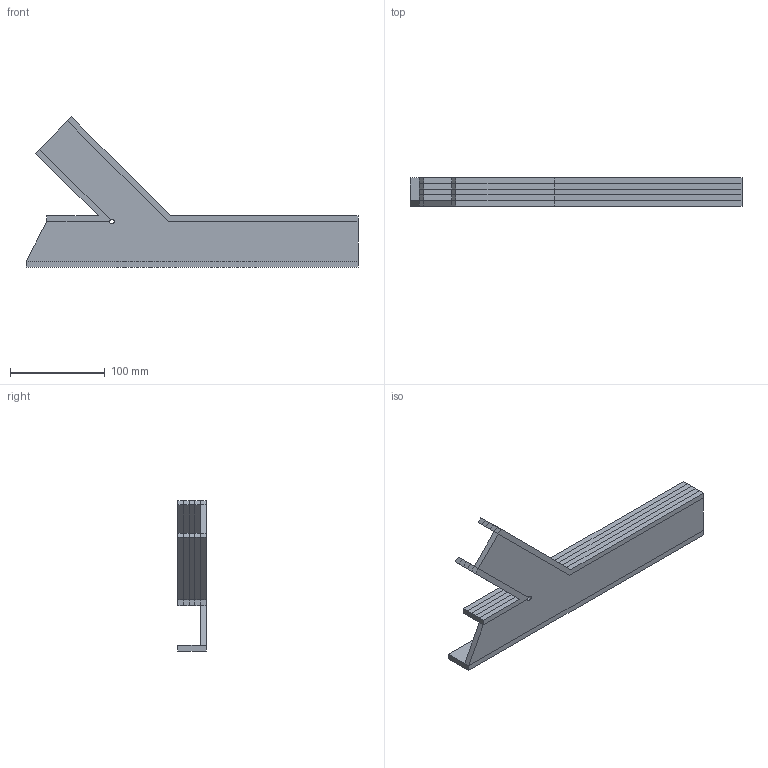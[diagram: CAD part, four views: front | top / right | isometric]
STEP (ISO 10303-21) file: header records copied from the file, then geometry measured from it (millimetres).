
FILE_DESCRIPTION(/* description */ (''),/* implementation_level */ '2;1');
FILE_NAME(/* name */ 'Assembly(A).stp',/* time_stamp */ '2020-12-26T18:23:05+02:00',/* author */ ('moham'),/* organization */ (''),/* preprocessor_version */ 'ST-DEVELOPER v18',/* originating_system */ 'Autodesk Inventor 2020',/* authorisation */ '');
FILE_SCHEMA (('AUTOMOTIVE_DESIGN { 1 0 10303 214 3 1 1 }'));
Length unit declared in the file: millimetre
Products named in the file (5): Assembly(A); A_Base; A_LeftWall1(plan)_5; A_LeftWall2(plan)_5; A_RightWall
Assembly tree (12 placements, depth 2):
  Assembly(A)
    A_Base
    A_LeftWall1(plan)_5  x5
    A_LeftWall2(plan)_5  x5
    A_RightWall
Bounding box: 350 x 30 x 158.31 mm (x, y, z)
Volume: 272534.8 mm3; surface area: 132721 mm2
Topology: 12 solids, 12 shells, 102 faces, 253 edges, 194 vertices
Faces by surface type: plane 96, cylinder 6
Entity records: 1256 total; most frequent: CARTESIAN_POINT 220, DIRECTION 186, ORIENTED_EDGE 156, EDGE_CURVE 78, LINE 74, VECTOR 74, AXIS2_PLACEMENT_3D 56, VERTEX_POINT 52
